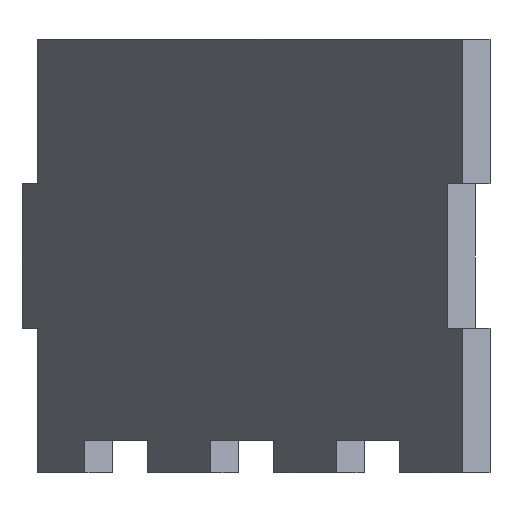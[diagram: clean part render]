
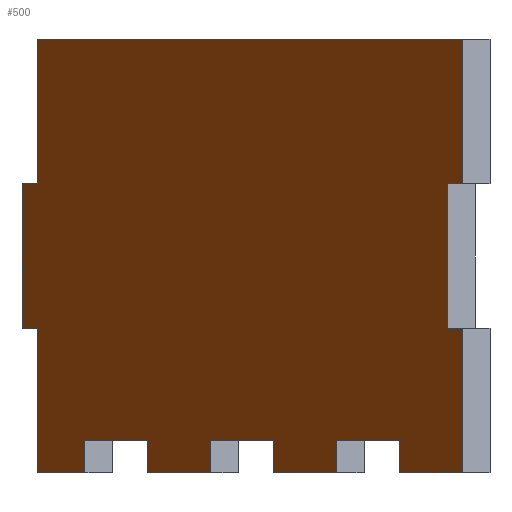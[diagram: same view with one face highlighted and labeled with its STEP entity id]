
A CAD part, left-side view. The second image highlights one B-rep face of the part: STEP entity #500.
In plain terms, the highlighted planar face has unit normal (-0.53, 0.848, 0).
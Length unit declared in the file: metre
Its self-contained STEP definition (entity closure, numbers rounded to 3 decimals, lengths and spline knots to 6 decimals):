
#40=ORIENTED_EDGE('',*,*,#157,.F.);
#41=ORIENTED_EDGE('',*,*,#183,.T.);
#42=ORIENTED_EDGE('',*,*,#184,.T.);
#43=ORIENTED_EDGE('',*,*,#185,.F.);
#44=ORIENTED_EDGE('',*,*,#186,.F.);
#45=ORIENTED_EDGE('',*,*,#187,.F.);
#46=ORIENTED_EDGE('',*,*,#188,.T.);
#47=ORIENTED_EDGE('',*,*,#189,.F.);
#48=ORIENTED_EDGE('',*,*,#190,.T.);
#49=ORIENTED_EDGE('',*,*,#191,.T.);
#50=ORIENTED_EDGE('',*,*,#192,.T.);
#51=ORIENTED_EDGE('',*,*,#193,.F.);
#52=ORIENTED_EDGE('',*,*,#194,.T.);
#53=ORIENTED_EDGE('',*,*,#195,.T.);
#54=ORIENTED_EDGE('',*,*,#196,.F.);
#55=ORIENTED_EDGE('',*,*,#197,.F.);
#56=ORIENTED_EDGE('',*,*,#198,.T.);
#57=ORIENTED_EDGE('',*,*,#199,.T.);
#58=ORIENTED_EDGE('',*,*,#200,.F.);
#59=ORIENTED_EDGE('',*,*,#201,.F.);
#60=ORIENTED_EDGE('',*,*,#202,.T.);
#61=ORIENTED_EDGE('',*,*,#203,.T.);
#62=ORIENTED_EDGE('',*,*,#204,.F.);
#63=ORIENTED_EDGE('',*,*,#205,.F.);
#157=EDGE_CURVE('',#228,#230,#277,.T.);
#183=EDGE_CURVE('',#228,#254,#303,.T.);
#184=EDGE_CURVE('',#254,#255,#304,.T.);
#185=EDGE_CURVE('',#256,#255,#305,.T.);
#186=EDGE_CURVE('',#257,#256,#306,.T.);
#187=EDGE_CURVE('',#258,#257,#307,.T.);
#188=EDGE_CURVE('',#258,#259,#308,.T.);
#189=EDGE_CURVE('',#260,#259,#309,.T.);
#190=EDGE_CURVE('',#260,#261,#310,.T.);
#191=EDGE_CURVE('',#261,#262,#311,.T.);
#192=EDGE_CURVE('',#262,#263,#312,.T.);
#193=EDGE_CURVE('',#264,#263,#313,.T.);
#194=EDGE_CURVE('',#264,#265,#314,.T.);
#195=EDGE_CURVE('',#265,#266,#315,.T.);
#196=EDGE_CURVE('',#267,#266,#316,.T.);
#197=EDGE_CURVE('',#268,#267,#317,.T.);
#198=EDGE_CURVE('',#268,#269,#318,.T.);
#199=EDGE_CURVE('',#269,#270,#319,.T.);
#200=EDGE_CURVE('',#271,#270,#320,.T.);
#201=EDGE_CURVE('',#272,#271,#321,.T.);
#202=EDGE_CURVE('',#272,#273,#322,.T.);
#203=EDGE_CURVE('',#273,#274,#323,.T.);
#204=EDGE_CURVE('',#275,#274,#324,.T.);
#205=EDGE_CURVE('',#230,#275,#325,.T.);
#228=VERTEX_POINT('',#692);
#230=VERTEX_POINT('',#695);
#254=VERTEX_POINT('',#747);
#255=VERTEX_POINT('',#749);
#256=VERTEX_POINT('',#751);
#257=VERTEX_POINT('',#753);
#258=VERTEX_POINT('',#755);
#259=VERTEX_POINT('',#757);
#260=VERTEX_POINT('',#759);
#261=VERTEX_POINT('',#761);
#262=VERTEX_POINT('',#763);
#263=VERTEX_POINT('',#765);
#264=VERTEX_POINT('',#767);
#265=VERTEX_POINT('',#769);
#266=VERTEX_POINT('',#771);
#267=VERTEX_POINT('',#773);
#268=VERTEX_POINT('',#775);
#269=VERTEX_POINT('',#777);
#270=VERTEX_POINT('',#779);
#271=VERTEX_POINT('',#781);
#272=VERTEX_POINT('',#783);
#273=VERTEX_POINT('',#785);
#274=VERTEX_POINT('',#787);
#275=VERTEX_POINT('',#789);
#277=LINE('',#694,#349);
#303=LINE('',#746,#375);
#304=LINE('',#748,#376);
#305=LINE('',#750,#377);
#306=LINE('',#752,#378);
#307=LINE('',#754,#379);
#308=LINE('',#756,#380);
#309=LINE('',#758,#381);
#310=LINE('',#760,#382);
#311=LINE('',#762,#383);
#312=LINE('',#764,#384);
#313=LINE('',#766,#385);
#314=LINE('',#768,#386);
#315=LINE('',#770,#387);
#316=LINE('',#772,#388);
#317=LINE('',#774,#389);
#318=LINE('',#776,#390);
#319=LINE('',#778,#391);
#320=LINE('',#780,#392);
#321=LINE('',#782,#393);
#322=LINE('',#784,#394);
#323=LINE('',#786,#395);
#324=LINE('',#788,#396);
#325=LINE('',#790,#397);
#349=VECTOR('',#568,1.);
#375=VECTOR('',#598,1.);
#376=VECTOR('',#599,1.);
#377=VECTOR('',#600,1.);
#378=VECTOR('',#601,1.);
#379=VECTOR('',#602,1.);
#380=VECTOR('',#603,1.);
#381=VECTOR('',#604,1.);
#382=VECTOR('',#605,1.);
#383=VECTOR('',#606,1.);
#384=VECTOR('',#607,1.);
#385=VECTOR('',#608,1.);
#386=VECTOR('',#609,1.);
#387=VECTOR('',#610,1.);
#388=VECTOR('',#611,1.);
#389=VECTOR('',#612,1.);
#390=VECTOR('',#613,1.);
#391=VECTOR('',#614,1.);
#392=VECTOR('',#615,1.);
#393=VECTOR('',#616,1.);
#394=VECTOR('',#617,1.);
#395=VECTOR('',#618,1.);
#396=VECTOR('',#619,1.);
#397=VECTOR('',#620,1.);
#422=EDGE_LOOP('',(#40,#41,#42,#43,#44,#45,#46,#47,#48,#49,#50,#51,#52,
#53,#54,#55,#56,#57,#58,#59,#60,#61,#62,#63));
#448=FACE_BOUND('',#422,.T.);
#474=PLANE('',#539);
#500=ADVANCED_FACE('',(#448),#474,.T.);
#539=AXIS2_PLACEMENT_3D('',#745,#596,#597);
#568=DIRECTION('',(0.,0.,-1.));
#596=DIRECTION('',(-0.53,0.848,0.));
#597=DIRECTION('',(-0.848,-0.53,0.));
#598=DIRECTION('',(0.848,0.53,0.));
#599=DIRECTION('',(0.,0.,1.));
#600=DIRECTION('',(0.848,0.53,0.));
#601=DIRECTION('',(0.,0.,-1.));
#602=DIRECTION('',(-0.848,-0.53,0.));
#603=DIRECTION('',(0.,0.,-1.));
#604=DIRECTION('',(-0.848,-0.53,0.));
#605=DIRECTION('',(0.,0.,-1.));
#606=DIRECTION('',(-0.848,-0.53,0.));
#607=DIRECTION('',(0.,0.,-1.));
#608=DIRECTION('',(0.848,0.53,0.));
#609=DIRECTION('',(0.,0.,1.));
#610=DIRECTION('',(-0.848,-0.53,0.));
#611=DIRECTION('',(0.,0.,1.));
#612=DIRECTION('',(0.848,0.53,0.));
#613=DIRECTION('',(0.,0.,1.));
#614=DIRECTION('',(-0.848,-0.53,0.));
#615=DIRECTION('',(0.,0.,1.));
#616=DIRECTION('',(0.848,0.53,0.));
#617=DIRECTION('',(0.,0.,1.));
#618=DIRECTION('',(-0.848,-0.53,0.));
#619=DIRECTION('',(0.,0.,1.));
#620=DIRECTION('',(0.848,0.53,0.));
#692=CARTESIAN_POINT('',(-0.0975,0.065,0.02));
#694=CARTESIAN_POINT('',(-0.0975,0.065,0.0045));
#695=CARTESIAN_POINT('',(-0.0975,0.065,0.));
#745=CARTESIAN_POINT('',(-0.04875,0.095491,0.03));
#746=CARTESIAN_POINT('',(-0.095883,0.066012,0.02));
#747=CARTESIAN_POINT('',(-0.094265,0.067023,0.02));
#748=CARTESIAN_POINT('',(-0.094265,0.067023,0.03));
#749=CARTESIAN_POINT('',(-0.094265,0.067023,0.04));
#750=CARTESIAN_POINT('',(-0.095883,0.066012,0.04));
#751=CARTESIAN_POINT('',(-0.0975,0.065,0.04));
#752=CARTESIAN_POINT('',(-0.0975,0.065,0.0045));
#753=CARTESIAN_POINT('',(-0.0975,0.065,0.06));
#754=CARTESIAN_POINT('',(-0.04875,0.095491,0.06));
#755=CARTESIAN_POINT('',(-0.00343,0.123836,0.06));
#756=CARTESIAN_POINT('',(-0.00343,0.123836,0.03));
#757=CARTESIAN_POINT('',(-0.00343,0.123836,0.04));
#758=CARTESIAN_POINT('',(-0.04875,0.095491,0.04));
#759=CARTESIAN_POINT('',(0.,0.125982,0.04));
#760=CARTESIAN_POINT('',(0.,0.125982,0.0045));
#761=CARTESIAN_POINT('',(0.,0.125982,0.02));
#762=CARTESIAN_POINT('',(-0.04875,0.095491,0.02));
#763=CARTESIAN_POINT('',(-0.00343,0.123836,0.02));
#764=CARTESIAN_POINT('',(-0.00343,0.123836,0.03));
#765=CARTESIAN_POINT('',(-0.00343,0.123836,0.));
#766=CARTESIAN_POINT('',(-0.04875,0.095491,0.));
#767=CARTESIAN_POINT('',(-0.013929,0.11727,0.));
#768=CARTESIAN_POINT('',(-0.013929,0.11727,0.00225));
#769=CARTESIAN_POINT('',(-0.013929,0.11727,0.0045));
#770=CARTESIAN_POINT('',(-0.020893,0.112914,0.0045));
#771=CARTESIAN_POINT('',(-0.027857,0.108558,0.0045));
#772=CARTESIAN_POINT('',(-0.027857,0.108558,0.00225));
#773=CARTESIAN_POINT('',(-0.027857,0.108558,0.));
#774=CARTESIAN_POINT('',(-0.04875,0.095491,0.));
#775=CARTESIAN_POINT('',(-0.041786,0.099847,0.));
#776=CARTESIAN_POINT('',(-0.041786,0.099847,0.00225));
#777=CARTESIAN_POINT('',(-0.041786,0.099847,0.0045));
#778=CARTESIAN_POINT('',(-0.04875,0.095491,0.0045));
#779=CARTESIAN_POINT('',(-0.055714,0.091135,0.0045));
#780=CARTESIAN_POINT('',(-0.055714,0.091135,0.00225));
#781=CARTESIAN_POINT('',(-0.055714,0.091135,0.));
#782=CARTESIAN_POINT('',(-0.04875,0.095491,0.));
#783=CARTESIAN_POINT('',(-0.069643,0.082423,0.));
#784=CARTESIAN_POINT('',(-0.069643,0.082423,0.00225));
#785=CARTESIAN_POINT('',(-0.069643,0.082423,0.0045));
#786=CARTESIAN_POINT('',(-0.076607,0.078067,0.0045));
#787=CARTESIAN_POINT('',(-0.083571,0.073712,0.0045));
#788=CARTESIAN_POINT('',(-0.083571,0.073712,0.00225));
#789=CARTESIAN_POINT('',(-0.083571,0.073712,0.));
#790=CARTESIAN_POINT('',(-0.04875,0.095491,0.));
